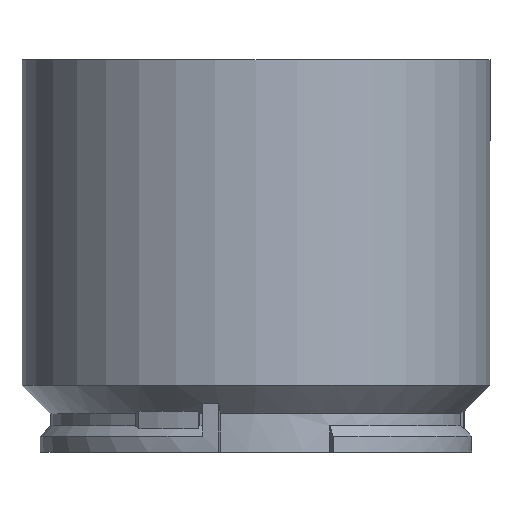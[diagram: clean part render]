
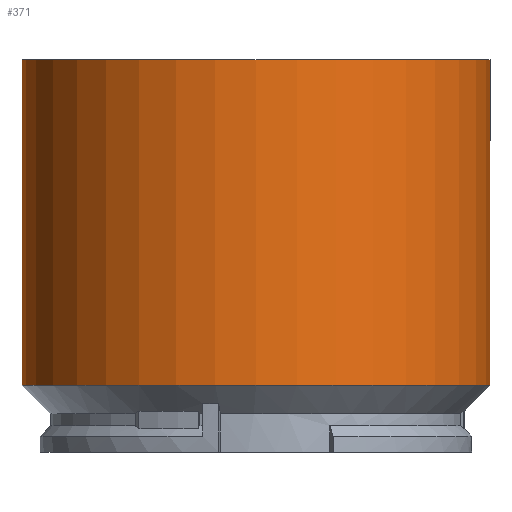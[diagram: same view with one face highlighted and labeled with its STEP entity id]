
A CAD part, left-side view. The second image highlights one B-rep face of the part: STEP entity #371.
In plain terms, the highlighted cylindrical face has radius 57.5 mm (diameter 115 mm), a partial arc.
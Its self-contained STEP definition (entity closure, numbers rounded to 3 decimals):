
#69 = FACE_OUTER_BOUND ( 'NONE', #1582, .T. ) ;
#136 = VERTEX_POINT ( 'NONE', #2009 ) ;
#292 = DIRECTION ( 'NONE',  ( 0., 1., 0. ) ) ;
#339 = EDGE_CURVE ( 'NONE', #136, #883, #894, .T. ) ;
#371 = ADVANCED_FACE ( 'NONE', ( #69 ), #504, .T. ) ;
#387 = EDGE_CURVE ( 'NONE', #487, #883, #977, .T. ) ;
#426 = AXIS2_PLACEMENT_3D ( 'NONE', #1589, #778, #772 ) ;
#464 = CARTESIAN_POINT ( 'NONE',  ( 0., 57.5, 96.5 ) ) ;
#487 = VERTEX_POINT ( 'NONE', #464 ) ;
#504 = CYLINDRICAL_SURFACE ( 'NONE', #426, 57.5 ) ;
#606 = CARTESIAN_POINT ( 'NONE',  ( 0., -57.5, 0. ) ) ;
#691 = DIRECTION ( 'NONE',  ( 0., 1., 0. ) ) ;
#725 = VECTOR ( 'NONE', #771, 1000. ) ;
#771 = DIRECTION ( 'NONE',  ( 0., 0., -1. ) ) ;
#772 = DIRECTION ( 'NONE',  ( 0., 1., 0. ) ) ;
#778 = DIRECTION ( 'NONE',  ( 0., 0., -1. ) ) ;
#790 = ORIENTED_EDGE ( 'NONE', *, *, #387, .T. ) ;
#883 = VERTEX_POINT ( 'NONE', #2093 ) ;
#894 = CIRCLE ( 'NONE', #1284, 57.5 ) ;
#977 = LINE ( 'NONE', #1761, #1862 ) ;
#1042 = ORIENTED_EDGE ( 'NONE', *, *, #1726, .T. ) ;
#1062 = AXIS2_PLACEMENT_3D ( 'NONE', #1182, #1534, #691 ) ;
#1099 = DIRECTION ( 'NONE',  ( 0., 0., -1. ) ) ;
#1182 = CARTESIAN_POINT ( 'NONE',  ( 0., 0., 96.5 ) ) ;
#1208 = LINE ( 'NONE', #606, #725 ) ;
#1225 = ORIENTED_EDGE ( 'NONE', *, *, #1491, .F. ) ;
#1251 = CARTESIAN_POINT ( 'NONE',  ( 0., 0., 16.5 ) ) ;
#1284 = AXIS2_PLACEMENT_3D ( 'NONE', #1251, #2082, #292 ) ;
#1491 = EDGE_CURVE ( 'NONE', #2165, #136, #1208, .T. ) ;
#1534 = DIRECTION ( 'NONE',  ( 0., 0., -1. ) ) ;
#1582 = EDGE_LOOP ( 'NONE', ( #1225, #1042, #790, #1631 ) ) ;
#1589 = CARTESIAN_POINT ( 'NONE',  ( 0., 0., 0. ) ) ;
#1623 = CARTESIAN_POINT ( 'NONE',  ( 0., -57.5, 96.5 ) ) ;
#1631 = ORIENTED_EDGE ( 'NONE', *, *, #339, .F. ) ;
#1726 = EDGE_CURVE ( 'NONE', #2165, #487, #1807, .T. ) ;
#1761 = CARTESIAN_POINT ( 'NONE',  ( 0., 57.5, 0. ) ) ;
#1807 = CIRCLE ( 'NONE', #1062, 57.5 ) ;
#1862 = VECTOR ( 'NONE', #1099, 1000. ) ;
#2009 = CARTESIAN_POINT ( 'NONE',  ( 0., -57.5, 16.5 ) ) ;
#2082 = DIRECTION ( 'NONE',  ( 0., 0., -1. ) ) ;
#2093 = CARTESIAN_POINT ( 'NONE',  ( 0., 57.5, 16.5 ) ) ;
#2165 = VERTEX_POINT ( 'NONE', #1623 ) ;
